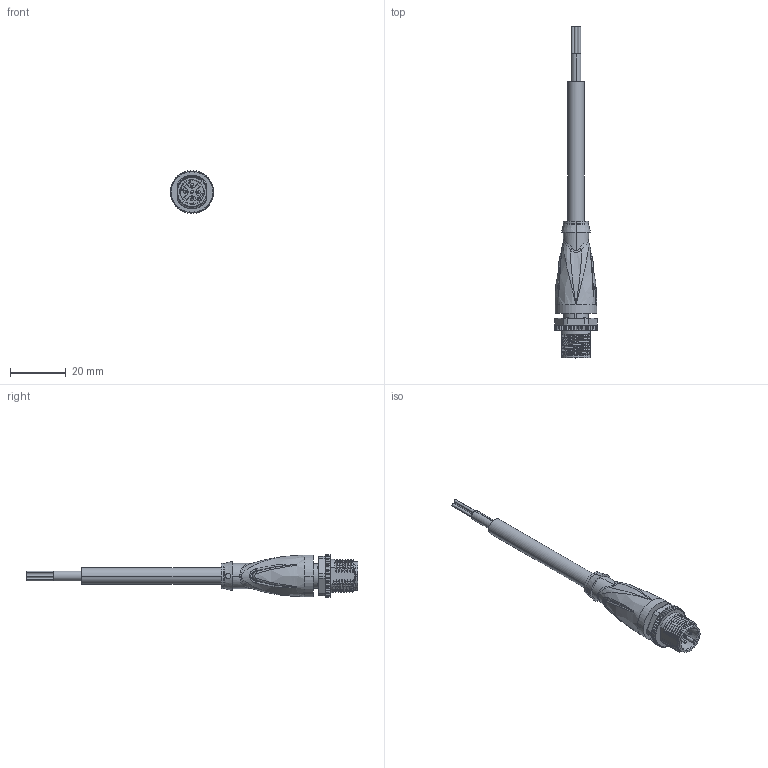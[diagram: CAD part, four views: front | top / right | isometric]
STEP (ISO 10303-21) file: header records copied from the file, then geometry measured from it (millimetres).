
FILE_DESCRIPTION(('STEP AP214'),'1');
FILE_NAME('cctmp_D526951D-6648-4B5B-891B-27B12CBA373A_2022_04_27_10_57_57_0307..stp','2022-04-27T08:58:02',('KiM GmbH'),('CADClick - www.CADClick.com'),'Spatial InterOp 3D postprocessed',' ','unknown authorization');
FILE_SCHEMA(('AUTOMOTIVE_DESIGN'));
Length unit declared in the file: millimetre
Products named in the file (7): T193908_1; Connection2; Cable; Connection1; Connection1_2; Connection1_1; T193908
Assembly tree (6 placements, depth 4):
  T193908
    T193908_1
      Connection2
      Cable
      Connection1
        Connection1_2
        Connection1_1
Bounding box: 15.4 x 119.1 x 15.37 mm (x, y, z)
Volume: 7047.9 mm3; surface area: 5868.8 mm2
Topology: 10 solids, 10 shells, 1173 faces, 3071 edges, 1940 vertices
Faces by surface type: plane 501, cylinder 286, torus 161, bspline 141, cone 70, sphere 10, extrusion 4
Entity records: 53234 total; most frequent: CARTESIAN_POINT 21613, ORIENTED_EDGE 6100, DIRECTION 5505, EDGE_CURVE 3050, AXIS2_PLACEMENT_3D 1999, VERTEX_POINT 1940, VECTOR 1507, LINE 1503
